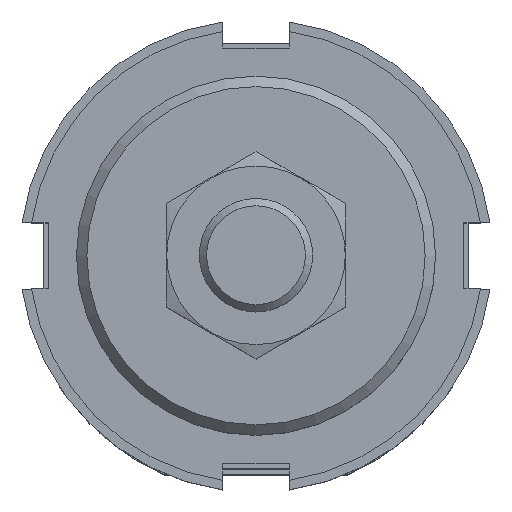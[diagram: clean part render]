
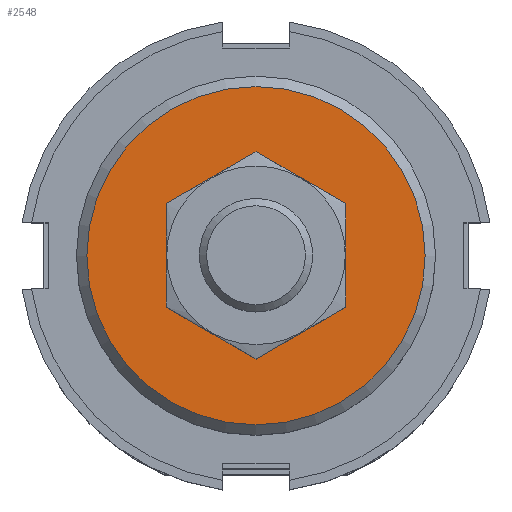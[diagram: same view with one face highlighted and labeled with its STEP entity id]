
A CAD part, top view. The second image highlights one B-rep face of the part: STEP entity #2548.
In plain terms, the highlighted face is planar.
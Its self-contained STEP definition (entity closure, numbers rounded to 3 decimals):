
#104=PLANE('',#2730);
#527=ORIENTED_EDGE('',*,*,#1070,.F.);
#528=ORIENTED_EDGE('',*,*,#1071,.F.);
#1070=EDGE_CURVE('',#1334,#1334,#1512,.T.);
#1071=EDGE_CURVE('',#1335,#1335,#1513,.F.);
#1334=VERTEX_POINT('',#3780);
#1335=VERTEX_POINT('',#3782);
#1512=CIRCLE('',#2731,17.9);
#1513=CIRCLE('',#2732,8.);
#1619=EDGE_LOOP('',(#527));
#1620=EDGE_LOOP('',(#528));
#1811=FACE_BOUND('',#1619,.T.);
#1812=FACE_BOUND('',#1620,.T.);
#2548=ADVANCED_FACE('',(#1811,#1812),#104,.F.);
#2730=AXIS2_PLACEMENT_3D('',#3778,#3057,#3058);
#2731=AXIS2_PLACEMENT_3D('',#3779,#3059,#3060);
#2732=AXIS2_PLACEMENT_3D('',#3781,#3061,#3062);
#3057=DIRECTION('',(1.,0.,0.));
#3058=DIRECTION('',(0.,0.,-1.));
#3059=DIRECTION('',(1.,0.,0.));
#3060=DIRECTION('',(0.,0.,-1.));
#3061=DIRECTION('',(1.,0.,0.));
#3062=DIRECTION('',(0.,0.,-1.));
#3778=CARTESIAN_POINT('',(0.,0.,0.));
#3779=CARTESIAN_POINT('',(0.,0.,0.));
#3780=CARTESIAN_POINT('',(0.,0.,-17.9));
#3781=CARTESIAN_POINT('',(0.,0.,0.));
#3782=CARTESIAN_POINT('',(0.,0.,-8.));
